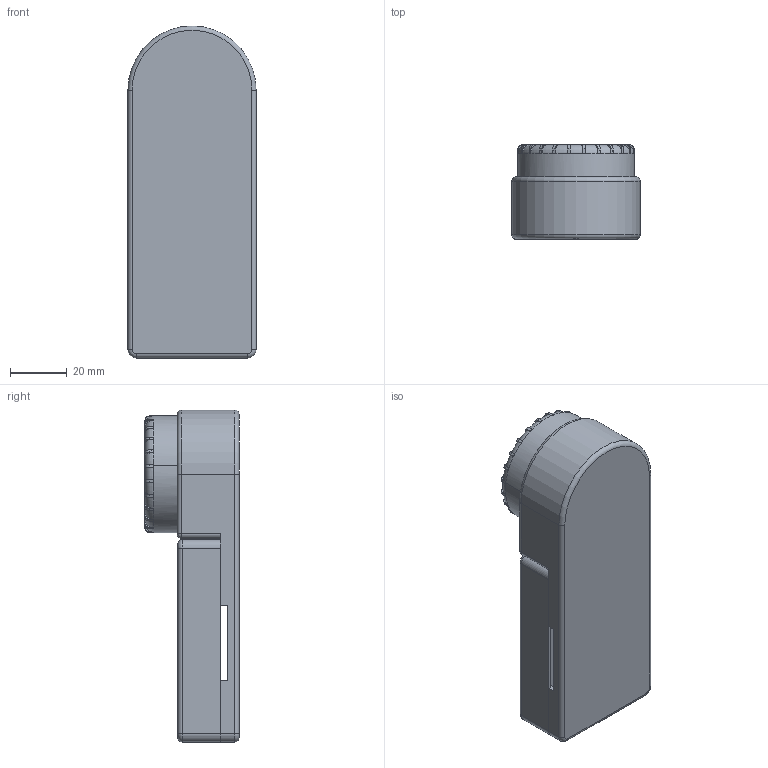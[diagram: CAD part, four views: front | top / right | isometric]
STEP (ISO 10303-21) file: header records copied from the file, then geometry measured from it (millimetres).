
FILE_DESCRIPTION (( 'STEP AP203' ), '1' );
FILE_NAME ('twatcher-dial-complete.STEP', '2021-06-17T00:06:10', ( '' ), ( '' ), 'SwSTEP 2.0', 'SolidWorks 2015', '' );
FILE_SCHEMA (( 'CONFIG_CONTROL_DESIGN' ));
Length unit declared in the file: millimetre
Products named in the file (17): encoder-button-sketch; twatcher-base; twatcher-clip; taudio_dial_button; twatcher-led-mount; twatcher-sketch; twatcher-dial-complete; led_ring_37mm; t-watcher-case-sketch
Assembly tree (8 placements, depth 2):
  twatcher-base
  twatcher-clip
  twatcher-led-mount
  twatcher-dial-complete
    encoder-button-sketch
    taudio_dial_button
    twatcher-sketch
    led_ring_37mm
    t-watcher-case-sketch
    twatcher-base
    twatcher-clip
    twatcher-led-mount
  encoder-button-sketch
Bounding box: 45 x 33 x 116.5 mm (x, y, z)
Volume: 49981.4 mm3; surface area: 48162 mm2
Topology: 8 solids, 8 shells, 588 faces, 1455 edges, 903 vertices
Faces by surface type: plane 361, cylinder 156, torus 54, cone 13, sphere 2, bspline 2
Entity records: 19664 total; most frequent: CARTESIAN_POINT 4038, DIRECTION 2997, ORIENTED_EDGE 2890, EDGE_CURVE 1445, AXIS2_PLACEMENT_3D 1052, VERTEX_POINT 903, LINE 893, VECTOR 893
